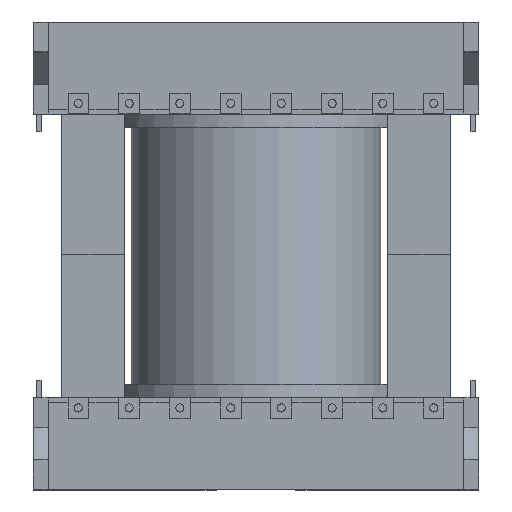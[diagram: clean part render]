
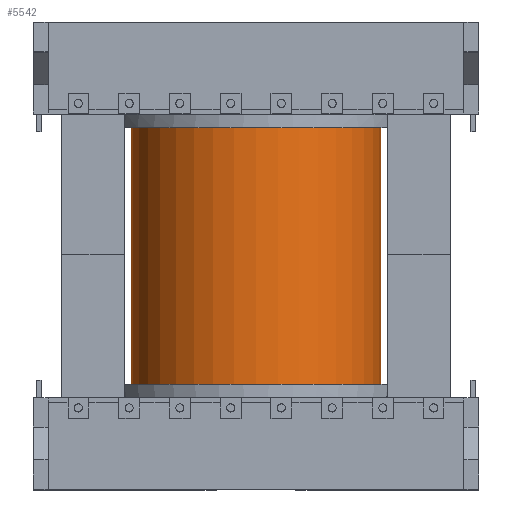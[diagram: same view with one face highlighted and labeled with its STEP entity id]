
A CAD part, top view. The second image highlights one B-rep face of the part: STEP entity #5542.
In plain terms, the highlighted cylindrical face has radius 12.5 mm (diameter 25 mm), a full revolution.
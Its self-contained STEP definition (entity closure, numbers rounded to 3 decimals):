
#129=CYLINDRICAL_SURFACE('',#5967,12.5);
#224=CIRCLE('',#5962,12.5);
#226=CIRCLE('',#5965,12.5);
#489=FACE_OUTER_BOUND('',#794,.T.);
#794=EDGE_LOOP('',(#4856,#4857,#4858,#4859));
#1451=LINE('',#8859,#2144);
#2144=VECTOR('',#7278,12.5);
#2665=VERTEX_POINT('',#8849);
#2667=VERTEX_POINT('',#8854);
#3404=EDGE_CURVE('',#2665,#2665,#224,.T.);
#3406=EDGE_CURVE('',#2667,#2667,#226,.T.);
#3408=EDGE_CURVE('',#2667,#2665,#1451,.T.);
#4856=ORIENTED_EDGE('',*,*,#3406,.T.);
#4857=ORIENTED_EDGE('',*,*,#3408,.T.);
#4858=ORIENTED_EDGE('',*,*,#3404,.F.);
#4859=ORIENTED_EDGE('',*,*,#3408,.F.);
#5542=ADVANCED_FACE('',(#489),#129,.T.);
#5962=AXIS2_PLACEMENT_3D('',#8850,#7266,#7267);
#5965=AXIS2_PLACEMENT_3D('',#8855,#7272,#7273);
#5967=AXIS2_PLACEMENT_3D('',#8858,#7276,#7277);
#7266=DIRECTION('center_axis',(0.,0.,1.));
#7267=DIRECTION('ref_axis',(1.,0.,0.));
#7272=DIRECTION('center_axis',(0.,0.,1.));
#7273=DIRECTION('ref_axis',(1.,0.,0.));
#7276=DIRECTION('center_axis',(0.,0.,-1.));
#7277=DIRECTION('ref_axis',(-1.,0.,0.));
#7278=DIRECTION('',(0.,0.,1.));
#8849=CARTESIAN_POINT('',(12.5,0.,25.7));
#8850=CARTESIAN_POINT('Origin',(0.,0.,25.7));
#8854=CARTESIAN_POINT('',(12.5,0.,0.));
#8855=CARTESIAN_POINT('Origin',(0.,0.,0.));
#8858=CARTESIAN_POINT('Origin',(0.,0.,25.7));
#8859=CARTESIAN_POINT('',(12.5,0.,25.7));
